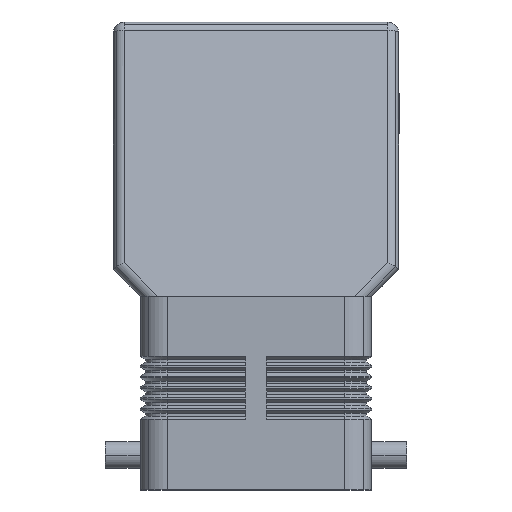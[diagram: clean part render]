
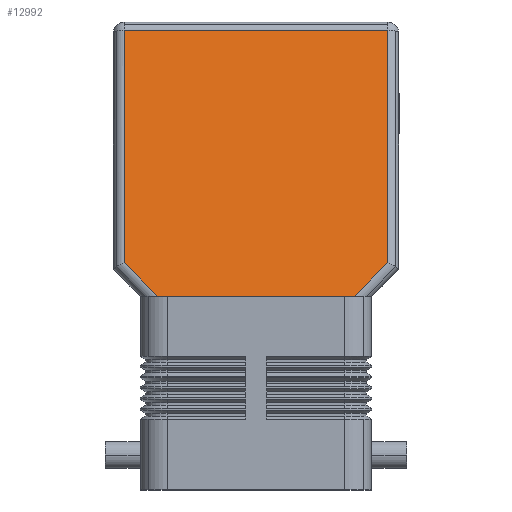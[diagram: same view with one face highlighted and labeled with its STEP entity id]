
A CAD part, left-side view. The second image highlights one B-rep face of the part: STEP entity #12992.
In plain terms, the highlighted planar face has unit normal (-0.976, 0, 0.216).
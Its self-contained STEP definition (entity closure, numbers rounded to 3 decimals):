
#254=CARTESIAN_POINT('',(-58.612,-24.5,42.261));
#255=VERTEX_POINT('',#254);
#263=CARTESIAN_POINT('',(-60.0,-18.239,36.));
#264=VERTEX_POINT('',#263);
#265=CARTESIAN_POINT('',(-58.612,-24.5,42.261));
#266=DIRECTION('',(-0.155,0.699,-0.699));
#267=VECTOR('',#266,8.963);
#268=LINE('',#265,#267);
#269=EDGE_CURVE('',#255,#264,#268,.T.);
#587=CARTESIAN_POINT('',(-60.0,18.239,36.));
#588=VERTEX_POINT('',#587);
#596=CARTESIAN_POINT('',(-58.612,24.5,42.261));
#597=VERTEX_POINT('',#596);
#598=CARTESIAN_POINT('',(-60.0,18.239,36.));
#599=DIRECTION('',(0.155,0.699,0.699));
#600=VECTOR('',#599,8.963);
#601=LINE('',#598,#600);
#602=EDGE_CURVE('',#588,#597,#601,.T.);
#4498=CARTESIAN_POINT('',(-60.,-16.5,36.));
#4499=VERTEX_POINT('',#4498);
#4506=CARTESIAN_POINT('',(-60.,16.5,36.));
#4507=VERTEX_POINT('',#4506);
#4508=CARTESIAN_POINT('',(-60.,-16.5,36.));
#4509=DIRECTION('',(0.0,1.0,0.0));
#4510=VECTOR('',#4509,33.0);
#4511=LINE('',#4508,#4510);
#4512=EDGE_CURVE('',#4499,#4507,#4511,.T.);
#12664=CARTESIAN_POINT('',(-49.041,-24.5,85.433));
#12665=VERTEX_POINT('',#12664);
#12732=CARTESIAN_POINT('',(-49.041,24.5,85.433));
#12733=VERTEX_POINT('',#12732);
#12759=CARTESIAN_POINT('',(-58.612,24.5,42.261));
#12760=DIRECTION('',(0.216,0.0,0.976));
#12761=VECTOR('',#12760,44.22);
#12762=LINE('',#12759,#12761);
#12763=EDGE_CURVE('',#597,#12733,#12762,.T.);
#12776=CARTESIAN_POINT('',(-49.041,24.5,85.433));
#12777=DIRECTION('',(0.0,-1.0,0.0));
#12778=VECTOR('',#12777,49.0);
#12779=LINE('',#12776,#12778);
#12780=EDGE_CURVE('',#12733,#12665,#12779,.T.);
#12810=CARTESIAN_POINT('',(-49.041,-24.5,85.433));
#12811=DIRECTION('',(-0.216,0.0,-0.976));
#12812=VECTOR('',#12811,44.22);
#12813=LINE('',#12810,#12812);
#12814=EDGE_CURVE('',#12665,#255,#12813,.T.);
#12954=CARTESIAN_POINT('',(-60.0,-18.239,36.));
#12955=DIRECTION('',(0.0,1.0,0.0));
#12956=VECTOR('',#12955,1.739);
#12957=LINE('',#12954,#12956);
#12958=EDGE_CURVE('',#264,#4499,#12957,.T.);
#12972=CARTESIAN_POINT('',(-48.694,0.0,87.));
#12973=DIRECTION('',(-0.976,0.0,0.216));
#12974=DIRECTION('',(0.216,0.0,0.976));
#12975=AXIS2_PLACEMENT_3D('',#12972,#12973,#12974);
#12976=PLANE('',#12975);
#12977=ORIENTED_EDGE('',*,*,#269,.F.);
#12978=ORIENTED_EDGE('',*,*,#12814,.F.);
#12979=ORIENTED_EDGE('',*,*,#12780,.F.);
#12980=ORIENTED_EDGE('',*,*,#12763,.F.);
#12981=ORIENTED_EDGE('',*,*,#602,.F.);
#12982=CARTESIAN_POINT('',(-60.,16.5,36.));
#12983=DIRECTION('',(0.0,1.0,0.0));
#12984=VECTOR('',#12983,1.739);
#12985=LINE('',#12982,#12984);
#12986=EDGE_CURVE('',#4507,#588,#12985,.T.);
#12987=ORIENTED_EDGE('',*,*,#12986,.F.);
#12988=ORIENTED_EDGE('',*,*,#4512,.F.);
#12989=ORIENTED_EDGE('',*,*,#12958,.F.);
#12990=EDGE_LOOP('',(#12977,#12978,#12979,#12980,#12981,#12987,#12988,#12989));
#12991=FACE_OUTER_BOUND('',#12990,.T.);
#12992=ADVANCED_FACE('',(#12991),#12976,.T.);
